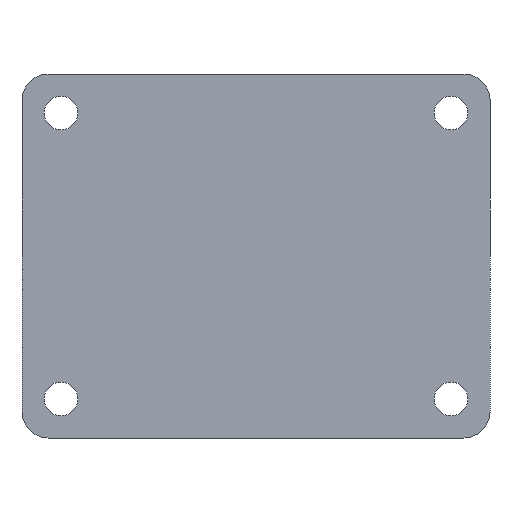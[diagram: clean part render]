
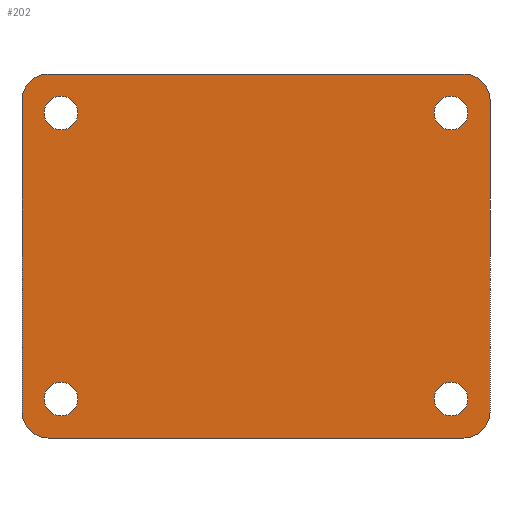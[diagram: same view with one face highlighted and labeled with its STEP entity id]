
A CAD part, front view. The second image highlights one B-rep face of the part: STEP entity #202.
In plain terms, the highlighted planar face has unit normal (0, -1, 0).
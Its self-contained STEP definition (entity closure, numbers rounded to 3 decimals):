
#4 = AXIS2_PLACEMENT_3D ( 'NONE', #1682, #1316, #2020 ) ;
#5 = EDGE_CURVE ( 'NONE', #459, #2065, #1168, .T. ) ;
#9 = ORIENTED_EDGE ( 'NONE', *, *, #5, .F. ) ;
#11 = DIRECTION ( 'NONE',  ( 1., 0., 0. ) ) ;
#19 = CARTESIAN_POINT ( 'NONE',  ( 75., 0., -55. ) ) ;
#30 = CARTESIAN_POINT ( 'NONE',  ( -75., 0., -55. ) ) ;
#67 = ORIENTED_EDGE ( 'NONE', *, *, #259, .T. ) ;
#77 = ORIENTED_EDGE ( 'NONE', *, *, #808, .T. ) ;
#89 = EDGE_CURVE ( 'NONE', #1317, #1182, #1553, .T. ) ;
#107 = VERTEX_POINT ( 'NONE', #1070 ) ;
#121 = DIRECTION ( 'NONE',  ( 0., 0., 1. ) ) ;
#128 = EDGE_LOOP ( 'NONE', ( #1306, #1695 ) ) ;
#136 = VECTOR ( 'NONE', #11, 1000. ) ;
#148 = CARTESIAN_POINT ( 'NONE',  ( -90., 0., 60. ) ) ;
#153 = EDGE_LOOP ( 'NONE', ( #661, #67, #2305, #2151, #638, #1805, #9, #828 ) ) ;
#164 = DIRECTION ( 'NONE',  ( 0., 0., 1. ) ) ;
#171 = EDGE_CURVE ( 'NONE', #2008, #556, #875, .T. ) ;
#190 = ORIENTED_EDGE ( 'NONE', *, *, #2189, .T. ) ;
#195 = CARTESIAN_POINT ( 'NONE',  ( -80., 0., 60. ) ) ;
#201 = CARTESIAN_POINT ( 'NONE',  ( -75., 0., 55. ) ) ;
#202 = ADVANCED_FACE ( 'NONE', ( #1290, #802, #1880, #2168, #2047 ), #769, .T. ) ;
#215 = DIRECTION ( 'NONE',  ( 0., 0., 1. ) ) ;
#256 = DIRECTION ( 'NONE',  ( 0., 1., 0. ) ) ;
#259 = EDGE_CURVE ( 'NONE', #2107, #107, #1654, .T. ) ;
#270 = ORIENTED_EDGE ( 'NONE', *, *, #171, .T. ) ;
#294 = CARTESIAN_POINT ( 'NONE',  ( -75., 0., 48.5 ) ) ;
#305 = CARTESIAN_POINT ( 'NONE',  ( 75., 0., -55. ) ) ;
#332 = EDGE_CURVE ( 'NONE', #556, #2008, #2070, .T. ) ;
#340 = DIRECTION ( 'NONE',  ( 0., -1., 0. ) ) ;
#365 = DIRECTION ( 'NONE',  ( 0., 0., 1. ) ) ;
#392 = DIRECTION ( 'NONE',  ( 0., 0., 1. ) ) ;
#407 = CARTESIAN_POINT ( 'NONE',  ( 75., 0., 61.5 ) ) ;
#413 = ORIENTED_EDGE ( 'NONE', *, *, #89, .T. ) ;
#444 = DIRECTION ( 'NONE',  ( 0., 0., -1. ) ) ;
#459 = VERTEX_POINT ( 'NONE', #1089 ) ;
#477 = AXIS2_PLACEMENT_3D ( 'NONE', #2111, #1597, #1971 ) ;
#500 = CARTESIAN_POINT ( 'NONE',  ( -75., 0., 61.5 ) ) ;
#509 = CARTESIAN_POINT ( 'NONE',  ( -75., 0., -55. ) ) ;
#524 = EDGE_LOOP ( 'NONE', ( #77, #413 ) ) ;
#554 = DIRECTION ( 'NONE',  ( 0., 1., 0. ) ) ;
#556 = VERTEX_POINT ( 'NONE', #974 ) ;
#575 = EDGE_CURVE ( 'NONE', #459, #1631, #850, .T. ) ;
#592 = EDGE_CURVE ( 'NONE', #1961, #2063, #799, .T. ) ;
#597 = CARTESIAN_POINT ( 'NONE',  ( -80., 0., -60. ) ) ;
#623 = CARTESIAN_POINT ( 'NONE',  ( -90., 0., -60. ) ) ;
#630 = AXIS2_PLACEMENT_3D ( 'NONE', #1992, #745, #392 ) ;
#634 = VECTOR ( 'NONE', #940, 1000. ) ;
#638 = ORIENTED_EDGE ( 'NONE', *, *, #592, .F. ) ;
#654 = CARTESIAN_POINT ( 'NONE',  ( -75., 0., -61.5 ) ) ;
#661 = ORIENTED_EDGE ( 'NONE', *, *, #2253, .F. ) ;
#712 = CIRCLE ( 'NONE', #2295, 6.5 ) ;
#733 = DIRECTION ( 'NONE',  ( 0., 1., 0. ) ) ;
#745 = DIRECTION ( 'NONE',  ( 0., 1., 0. ) ) ;
#751 = ORIENTED_EDGE ( 'NONE', *, *, #332, .T. ) ;
#754 = LINE ( 'NONE', #1615, #136 ) ;
#769 = PLANE ( 'NONE',  #1843 ) ;
#785 = AXIS2_PLACEMENT_3D ( 'NONE', #1003, #256, #1670 ) ;
#799 = LINE ( 'NONE', #1886, #2136 ) ;
#802 = FACE_BOUND ( 'NONE', #2023, .T. ) ;
#808 = EDGE_CURVE ( 'NONE', #1182, #1317, #712, .T. ) ;
#828 = ORIENTED_EDGE ( 'NONE', *, *, #575, .T. ) ;
#850 = CIRCLE ( 'NONE', #923, 10. ) ;
#875 = CIRCLE ( 'NONE', #1402, 6.5 ) ;
#923 = AXIS2_PLACEMENT_3D ( 'NONE', #999, #1135, #1678 ) ;
#940 = DIRECTION ( 'NONE',  ( 0., 0., -1. ) ) ;
#974 = CARTESIAN_POINT ( 'NONE',  ( 75., 0., -61.5 ) ) ;
#979 = DIRECTION ( 'NONE',  ( -1., 0., 0. ) ) ;
#999 = CARTESIAN_POINT ( 'NONE',  ( 80., 0., -60. ) ) ;
#1003 = CARTESIAN_POINT ( 'NONE',  ( 75., 0., 55. ) ) ;
#1056 = VERTEX_POINT ( 'NONE', #500 ) ;
#1070 = CARTESIAN_POINT ( 'NONE',  ( 80., 0., 70. ) ) ;
#1089 = CARTESIAN_POINT ( 'NONE',  ( 80., 0., -70. ) ) ;
#1096 = DIRECTION ( 'NONE',  ( 0., 1., 0. ) ) ;
#1135 = DIRECTION ( 'NONE',  ( 0., -1., 0. ) ) ;
#1144 = AXIS2_PLACEMENT_3D ( 'NONE', #195, #340, #1471 ) ;
#1168 = LINE ( 'NONE', #1342, #2167 ) ;
#1182 = VERTEX_POINT ( 'NONE', #1510 ) ;
#1227 = DIRECTION ( 'NONE',  ( 0., 1., 0. ) ) ;
#1261 = DIRECTION ( 'NONE',  ( 0., 0., 1. ) ) ;
#1278 = DIRECTION ( 'NONE',  ( 0., 1., 0. ) ) ;
#1290 = FACE_BOUND ( 'NONE', #128, .T. ) ;
#1294 = EDGE_CURVE ( 'NONE', #1863, #2063, #1623, .T. ) ;
#1295 = CARTESIAN_POINT ( 'NONE',  ( 90., 0., 70. ) ) ;
#1306 = ORIENTED_EDGE ( 'NONE', *, *, #1771, .T. ) ;
#1316 = DIRECTION ( 'NONE',  ( 0., -1., 0. ) ) ;
#1317 = VERTEX_POINT ( 'NONE', #654 ) ;
#1335 = LINE ( 'NONE', #1295, #634 ) ;
#1342 = CARTESIAN_POINT ( 'NONE',  ( -90., 0., -70. ) ) ;
#1353 = DIRECTION ( 'NONE',  ( 0., 0., 1. ) ) ;
#1362 = AXIS2_PLACEMENT_3D ( 'NONE', #30, #1278, #365 ) ;
#1396 = VERTEX_POINT ( 'NONE', #294 ) ;
#1402 = AXIS2_PLACEMENT_3D ( 'NONE', #19, #554, #1261 ) ;
#1407 = AXIS2_PLACEMENT_3D ( 'NONE', #201, #1096, #215 ) ;
#1415 = EDGE_LOOP ( 'NONE', ( #190, #2096 ) ) ;
#1437 = EDGE_CURVE ( 'NONE', #2153, #1826, #1487, .T. ) ;
#1438 = CARTESIAN_POINT ( 'NONE',  ( 75., 0., 48.5 ) ) ;
#1471 = DIRECTION ( 'NONE',  ( 0., 0., -1. ) ) ;
#1483 = CIRCLE ( 'NONE', #477, 6.5 ) ;
#1487 = CIRCLE ( 'NONE', #785, 6.5 ) ;
#1510 = CARTESIAN_POINT ( 'NONE',  ( -75., 0., -48.5 ) ) ;
#1519 = AXIS2_PLACEMENT_3D ( 'NONE', #597, #2032, #2228 ) ;
#1543 = CARTESIAN_POINT ( 'NONE',  ( 75., 0., -48.5 ) ) ;
#1553 = CIRCLE ( 'NONE', #1362, 6.5 ) ;
#1597 = DIRECTION ( 'NONE',  ( 0., 1., 0. ) ) ;
#1615 = CARTESIAN_POINT ( 'NONE',  ( -90., 0., 70. ) ) ;
#1623 = CIRCLE ( 'NONE', #1144, 10. ) ;
#1626 = CIRCLE ( 'NONE', #630, 6.5 ) ;
#1631 = VERTEX_POINT ( 'NONE', #2289 ) ;
#1654 = CIRCLE ( 'NONE', #4, 10. ) ;
#1664 = AXIS2_PLACEMENT_3D ( 'NONE', #305, #733, #1353 ) ;
#1670 = DIRECTION ( 'NONE',  ( 0., 0., 1. ) ) ;
#1678 = DIRECTION ( 'NONE',  ( 0., 0., -1. ) ) ;
#1682 = CARTESIAN_POINT ( 'NONE',  ( 80., 0., 60. ) ) ;
#1695 = ORIENTED_EDGE ( 'NONE', *, *, #2146, .T. ) ;
#1771 = EDGE_CURVE ( 'NONE', #1056, #1396, #1626, .T. ) ;
#1772 = CIRCLE ( 'NONE', #1519, 10. ) ;
#1799 = CARTESIAN_POINT ( 'NONE',  ( 90., 0., 60. ) ) ;
#1805 = ORIENTED_EDGE ( 'NONE', *, *, #1860, .T. ) ;
#1826 = VERTEX_POINT ( 'NONE', #407 ) ;
#1830 = DIRECTION ( 'NONE',  ( 0., -1., 0. ) ) ;
#1843 = AXIS2_PLACEMENT_3D ( 'NONE', #1995, #1830, #444 ) ;
#1853 = CARTESIAN_POINT ( 'NONE',  ( -80., 0., 70. ) ) ;
#1860 = EDGE_CURVE ( 'NONE', #1961, #2065, #1772, .T. ) ;
#1863 = VERTEX_POINT ( 'NONE', #1853 ) ;
#1880 = FACE_BOUND ( 'NONE', #1415, .T. ) ;
#1886 = CARTESIAN_POINT ( 'NONE',  ( -90., 0., 70. ) ) ;
#1887 = CARTESIAN_POINT ( 'NONE',  ( -80., 0., -70. ) ) ;
#1961 = VERTEX_POINT ( 'NONE', #623 ) ;
#1971 = DIRECTION ( 'NONE',  ( 0., 0., 1. ) ) ;
#1987 = CIRCLE ( 'NONE', #1407, 6.5 ) ;
#1992 = CARTESIAN_POINT ( 'NONE',  ( -75., 0., 55. ) ) ;
#1995 = CARTESIAN_POINT ( 'NONE',  ( 0., 0., 0. ) ) ;
#2008 = VERTEX_POINT ( 'NONE', #1543 ) ;
#2020 = DIRECTION ( 'NONE',  ( 0., 0., -1. ) ) ;
#2023 = EDGE_LOOP ( 'NONE', ( #270, #751 ) ) ;
#2032 = DIRECTION ( 'NONE',  ( 0., -1., 0. ) ) ;
#2047 = FACE_OUTER_BOUND ( 'NONE', #153, .T. ) ;
#2063 = VERTEX_POINT ( 'NONE', #148 ) ;
#2065 = VERTEX_POINT ( 'NONE', #1887 ) ;
#2070 = CIRCLE ( 'NONE', #1664, 6.5 ) ;
#2096 = ORIENTED_EDGE ( 'NONE', *, *, #1437, .T. ) ;
#2107 = VERTEX_POINT ( 'NONE', #1799 ) ;
#2111 = CARTESIAN_POINT ( 'NONE',  ( 75., 0., 55. ) ) ;
#2136 = VECTOR ( 'NONE', #121, 1000. ) ;
#2146 = EDGE_CURVE ( 'NONE', #1396, #1056, #1987, .T. ) ;
#2151 = ORIENTED_EDGE ( 'NONE', *, *, #1294, .T. ) ;
#2153 = VERTEX_POINT ( 'NONE', #1438 ) ;
#2167 = VECTOR ( 'NONE', #979, 1000. ) ;
#2168 = FACE_BOUND ( 'NONE', #524, .T. ) ;
#2189 = EDGE_CURVE ( 'NONE', #1826, #2153, #1483, .T. ) ;
#2219 = EDGE_CURVE ( 'NONE', #1863, #107, #754, .T. ) ;
#2228 = DIRECTION ( 'NONE',  ( 0., 0., -1. ) ) ;
#2253 = EDGE_CURVE ( 'NONE', #2107, #1631, #1335, .T. ) ;
#2289 = CARTESIAN_POINT ( 'NONE',  ( 90., 0., -60. ) ) ;
#2295 = AXIS2_PLACEMENT_3D ( 'NONE', #509, #1227, #164 ) ;
#2305 = ORIENTED_EDGE ( 'NONE', *, *, #2219, .F. ) ;
